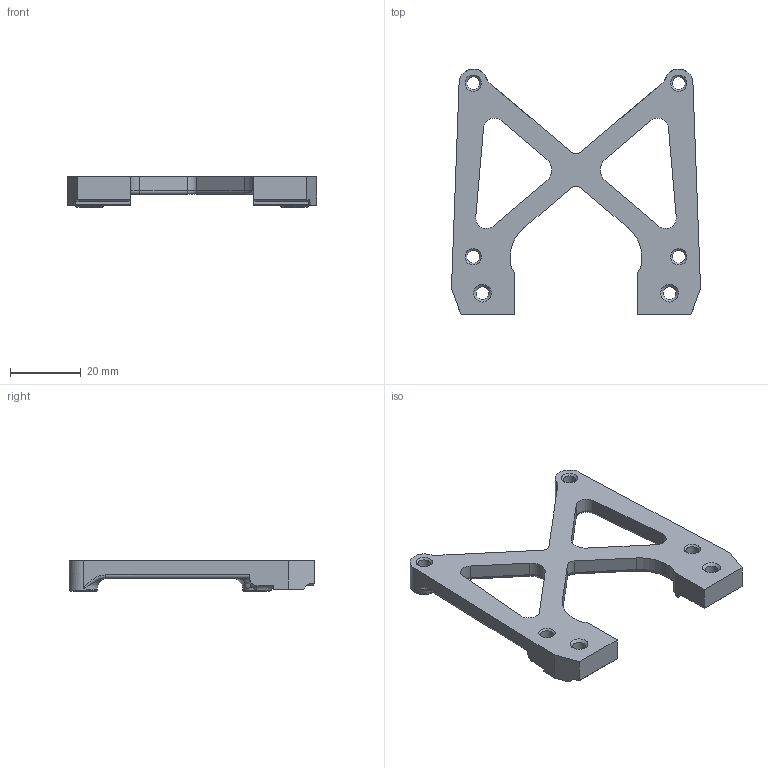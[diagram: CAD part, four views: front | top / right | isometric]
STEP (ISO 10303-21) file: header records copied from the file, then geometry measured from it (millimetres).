
FILE_DESCRIPTION(/* description */ (''),/* implementation_level */ '2;1');
FILE_NAME(/* name */ 'raspberry_pi_mount_A_x1.step',/* time_stamp */ '2025-12-31T11:33:01-05:00',/* author */ (''),/* organization */ (''),/* preprocessor_version */ 'ST-DEVELOPER v20.1',/* originating_system */ 'Autodesk Translation Framework v14.21.0.0',/* authorisation */ '');
FILE_SCHEMA (('AUTOMOTIVE_DESIGN { 1 0 10303 214 3 1 1 }'));
Length unit declared in the file: millimetre
Products named in the file (1): electronics.step
Bounding box: 70.28 x 69.4 x 8.6 mm (x, y, z)
Volume: 11888.5 mm3; surface area: 7678.4 mm2
Topology: 1 solids, 1 shells, 148 faces, 380 edges, 236 vertices
Faces by surface type: plane 60, cylinder 44, torus 18, cone 16, bspline 10
Full cylindrical faces by diameter (mm): 3.6 x6, 4.8 x6, 8 x2
Entity records: 6983 total; most frequent: CARTESIAN_POINT 3320, DIRECTION 768, ORIENTED_EDGE 752, EDGE_CURVE 376, AXIS2_PLACEMENT_3D 289, VERTEX_POINT 236, LINE 190, VECTOR 190
